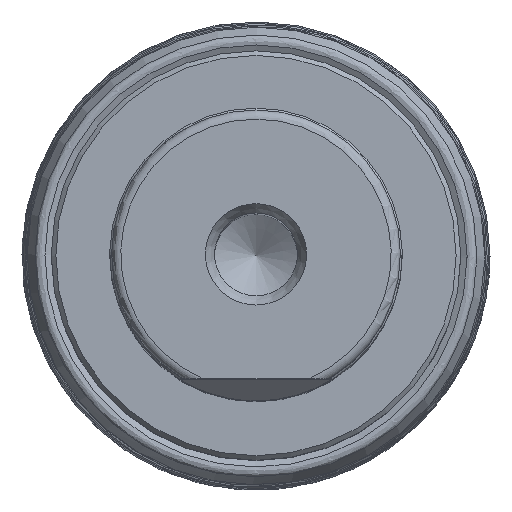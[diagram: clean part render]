
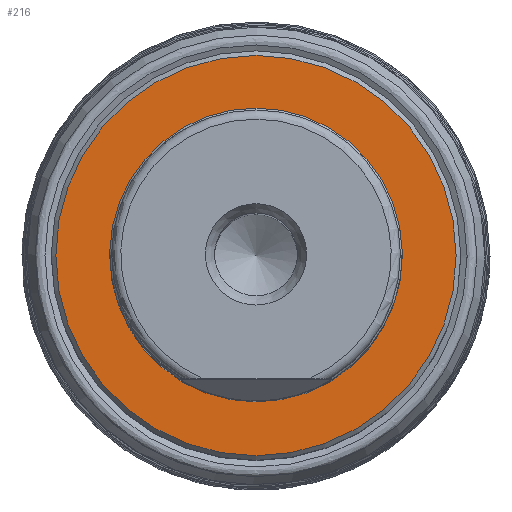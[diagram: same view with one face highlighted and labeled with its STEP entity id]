
A CAD part, top view. The second image highlights one B-rep face of the part: STEP entity #216.
In plain terms, the highlighted planar face has unit normal (0, 0, 1).
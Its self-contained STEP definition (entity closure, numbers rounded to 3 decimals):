
#185=PLANE('',#972);
#216=ADVANCED_FACE('',(#344,#345),#185,.T.);
#297=CIRCLE('',#970,15.875);
#298=CIRCLE('',#971,21.725);
#344=FACE_BOUND('',#450,.T.);
#345=FACE_BOUND('',#451,.T.);
#450=EDGE_LOOP('',(#619));
#451=EDGE_LOOP('',(#620));
#619=ORIENTED_EDGE('',*,*,#844,.T.);
#620=ORIENTED_EDGE('',*,*,#845,.T.);
#769=VERTEX_POINT('',#1724);
#770=VERTEX_POINT('',#1726);
#844=EDGE_CURVE('',#769,#769,#297,.T.);
#845=EDGE_CURVE('',#770,#770,#298,.T.);
#970=AXIS2_PLACEMENT_3D('',#1723,#1112,#1113);
#971=AXIS2_PLACEMENT_3D('',#1725,#1114,#1115);
#972=AXIS2_PLACEMENT_3D('',#1727,#1116,#1117);
#1112=DIRECTION('',(0.,0.,-1.));
#1113=DIRECTION('',(0.,-1.,0.));
#1114=DIRECTION('',(0.,0.,1.));
#1115=DIRECTION('',(0.,-1.,0.));
#1116=DIRECTION('',(0.,0.,1.));
#1117=DIRECTION('',(0.,-1.,0.));
#1723=CARTESIAN_POINT('',(0.,0.,38.1));
#1724=CARTESIAN_POINT('',(0.,-15.875,38.1));
#1725=CARTESIAN_POINT('',(0.,0.,38.1));
#1726=CARTESIAN_POINT('',(0.,-21.725,38.1));
#1727=CARTESIAN_POINT('',(22.225,0.,38.1));
